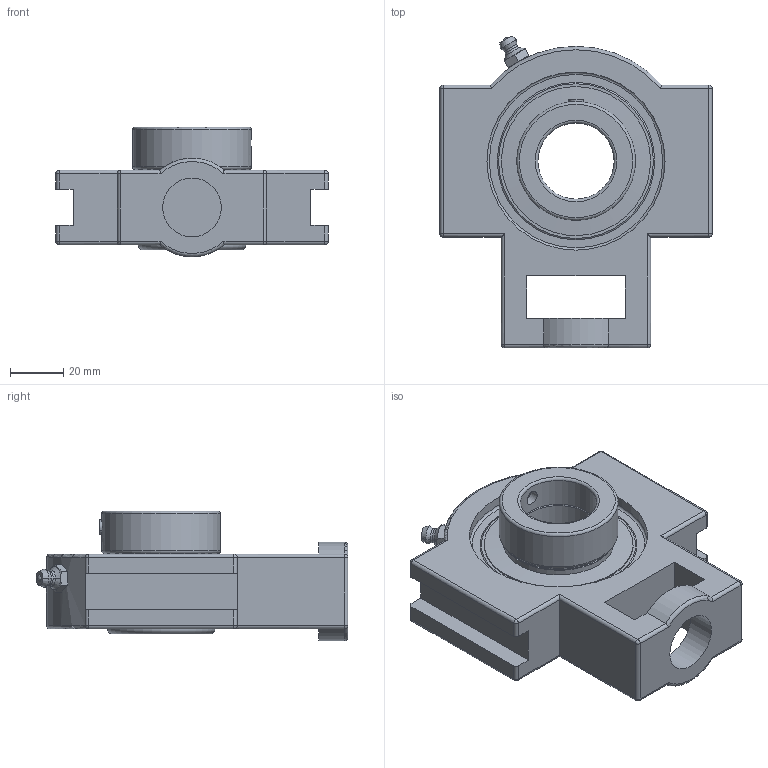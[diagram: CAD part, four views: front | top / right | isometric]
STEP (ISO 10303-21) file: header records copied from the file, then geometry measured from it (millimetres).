
FILE_DESCRIPTION(('HOOPS Exchange Step'),'2;1');
FILE_NAME('export-C1D82942-1BB0-4FEA-B5FA-9DE00CE2B861.stp','2019-12-18T08:20:09-08:00',('ibuslach'),('Alibre'),'HOOPS Exchange 2019.2','Alibre','Unknown authorisation');
FILE_SCHEMA( ('AP242_MANAGED_MODEL_BASED_3D_ENGINEERING_MIM_LF {1 0 10303 442 1 1 4 }') );
Length unit declared in the file: centimetre
Products named in the file (8): UCP ZERK 6mm; MRN ST 206 (NO LETTERING); SNC 206-18 RACES; SNC 206-18 COLLAR; SNC 206 SS; SNC 206 SHIELD; MRN SNC 206-18; MRN SNCT 206-18
Assembly tree (8 placements, depth 3):
  MRN SNCT 206-18
    UCP ZERK 6mm
    MRN ST 206 (NO LETTERING)
    MRN SNC 206-18
      SNC 206-18 RACES
      SNC 206-18 COLLAR
      SNC 206 SS
      SNC 206 SHIELD  x2
Bounding box: 102 x 116.89 x 48.61 mm (x, y, z)
Volume: 175714.3 mm3; surface area: 61385.5 mm2
Topology: 8 solids, 8 shells, 199 faces, 519 edges, 319 vertices
Faces by surface type: cylinder 73, plane 62, torus 22, sphere 20, cone 18, bspline 4
Full cylindrical faces by diameter (mm): 2.506 x2, 5.359 x2, 5.36 x1, 6 x2, 22 x1, 28.575 x2, 37.643 x2, 40.323 x4, 41.338 x2, 44.501 x1, 51.397 x2, 55.88 x2, 66.752 x2
Entity records: 8917 total; most frequent: CARTESIAN_POINT 3970, DIRECTION 1072, ORIENTED_EDGE 962, EDGE_CURVE 481, AXIS2_PLACEMENT_3D 437, VERTEX_POINT 305, CIRCLE 221, EDGE_LOOP 216
